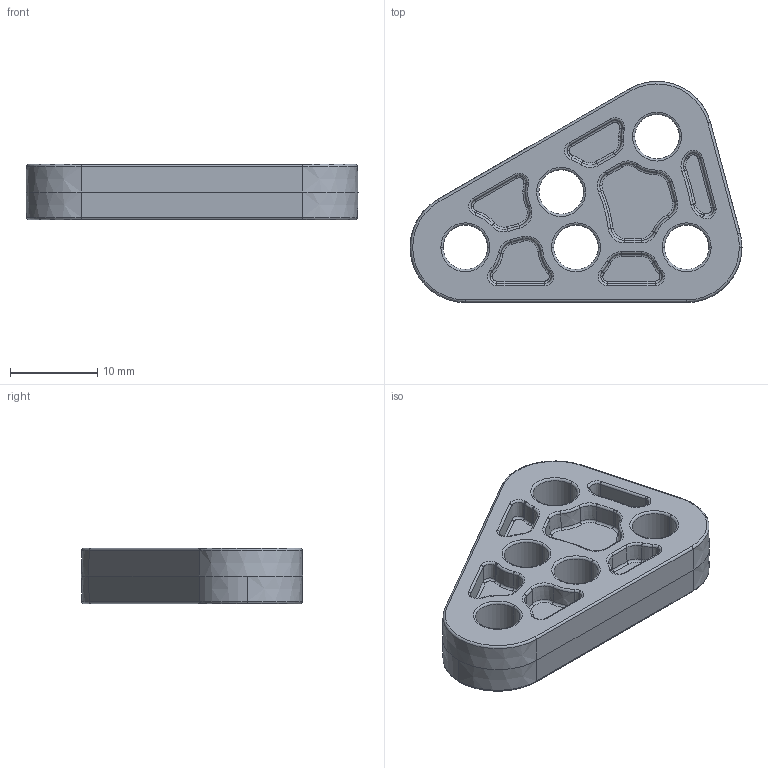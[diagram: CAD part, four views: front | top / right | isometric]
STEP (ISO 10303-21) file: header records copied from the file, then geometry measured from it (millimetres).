
FILE_DESCRIPTION (( 'STEP AP214' ), '1' );
FILE_NAME ('am-5010_030 RoBits Angle Gusset (30°).STEP', '2023-03-22T21:03:19', ( '' ), ( '' ), 'SwSTEP 2.0', 'SolidWorks 2022', '' );
FILE_SCHEMA (( 'AUTOMOTIVE_DESIGN' ));
Length unit declared in the file: inch
Products named in the file (1): am-5010_030 RoBits Angle Gusset (30°)
Bounding box: 38.1 x 25.4 x 6.35 mm (x, y, z)
Volume: 2954.1 mm3; surface area: 2817.6 mm2
Topology: 1 solids, 1 shells, 432 faces, 982 edges, 564 vertices
Faces by surface type: torus 224, cone 106, cylinder 60, plane 42
Entity records: 12285 total; most frequent: DIRECTION 2583, CARTESIAN_POINT 1979, ORIENTED_EDGE 1964, AXIS2_PLACEMENT_3D 1168, EDGE_CURVE 982, CIRCLE 735, VERTEX_POINT 564, EDGE_LOOP 454
